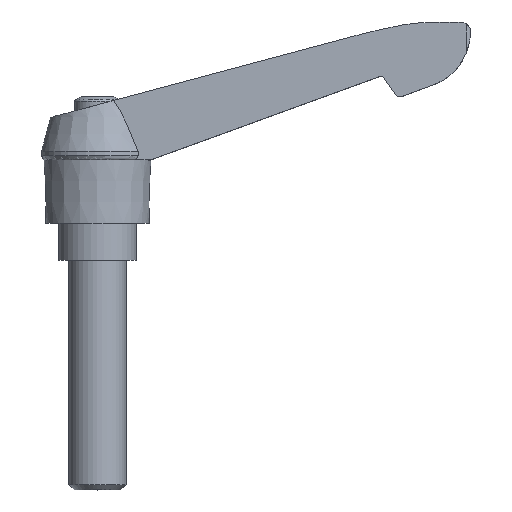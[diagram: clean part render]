
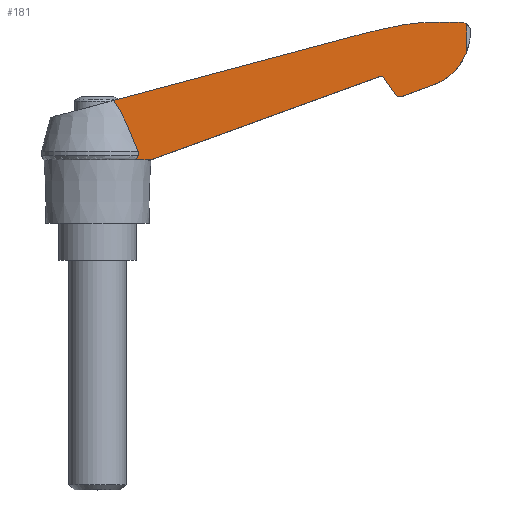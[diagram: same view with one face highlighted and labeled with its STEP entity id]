
A CAD part, top view. The second image highlights one B-rep face of the part: STEP entity #181.
In plain terms, the highlighted planar face has unit normal (0.034, 0, 0.999).
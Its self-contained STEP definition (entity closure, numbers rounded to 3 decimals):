
#181 = ADVANCED_FACE( '', ( #408 ), #409, .F. );
#408 = FACE_OUTER_BOUND( '', #674, .T. );
#409 = PLANE( '', #675 );
#674 = EDGE_LOOP( '', ( #1161, #1162, #1163, #1164, #1165, #1166, #1167, #1168, #1169, #1170, #1171, #1172, #1173, #1174, #1175, #1176 ) );
#675 = AXIS2_PLACEMENT_3D( '', #1177, #1178, #1179 );
#1161 = ORIENTED_EDGE( '', *, *, #1773, .F. );
#1162 = ORIENTED_EDGE( '', *, *, #1737, .T. );
#1163 = ORIENTED_EDGE( '', *, *, #1742, .F. );
#1164 = ORIENTED_EDGE( '', *, *, #1598, .F. );
#1165 = ORIENTED_EDGE( '', *, *, #1774, .T. );
#1166 = ORIENTED_EDGE( '', *, *, #1768, .F. );
#1167 = ORIENTED_EDGE( '', *, *, #1748, .F. );
#1168 = ORIENTED_EDGE( '', *, *, #1775, .F. );
#1169 = ORIENTED_EDGE( '', *, *, #1776, .F. );
#1170 = ORIENTED_EDGE( '', *, *, #1684, .F. );
#1171 = ORIENTED_EDGE( '', *, *, #1777, .F. );
#1172 = ORIENTED_EDGE( '', *, *, #1778, .F. );
#1173 = ORIENTED_EDGE( '', *, *, #1779, .F. );
#1174 = ORIENTED_EDGE( '', *, *, #1583, .F. );
#1175 = ORIENTED_EDGE( '', *, *, #1716, .F. );
#1176 = ORIENTED_EDGE( '', *, *, #1695, .F. );
#1177 = CARTESIAN_POINT( '', ( 0., 46.5, 6.943 ) );
#1178 = DIRECTION( '', ( -0.034, 0., -0.999 ) );
#1179 = DIRECTION( '', ( -0.999, 0., 0.034 ) );
#1583 = EDGE_CURVE( '', #1884, #1879, #1886, .T. );
#1598 = EDGE_CURVE( '', #1913, #1904, #1915, .T. );
#1684 = EDGE_CURVE( '', #2068, #2071, #2072, .T. );
#1695 = EDGE_CURVE( '', #2085, #2081, #2087, .T. );
#1716 = EDGE_CURVE( '', #2081, #1884, #2120, .T. );
#1737 = EDGE_CURVE( '', #2146, #2147, #2148, .T. );
#1742 = EDGE_CURVE( '', #1904, #2147, #2155, .T. );
#1748 = EDGE_CURVE( '', #2163, #2158, #2165, .T. );
#1768 = EDGE_CURVE( '', #2158, #2189, #2193, .T. );
#1773 = EDGE_CURVE( '', #2146, #2085, #2199, .T. );
#1774 = EDGE_CURVE( '', #1913, #2189, #2200, .T. );
#1775 = EDGE_CURVE( '', #2201, #2163, #2202, .T. );
#1776 = EDGE_CURVE( '', #2071, #2201, #2203, .T. );
#1777 = EDGE_CURVE( '', #2204, #2068, #2205, .T. );
#1778 = EDGE_CURVE( '', #2206, #2204, #2207, .T. );
#1779 = EDGE_CURVE( '', #1879, #2206, #2208, .T. );
#1879 = VERTEX_POINT( '', #2323 );
#1884 = VERTEX_POINT( '', #2329 );
#1886 = ELLIPSE( '', #2332, 141.08, 141. );
#1904 = VERTEX_POINT( '', #2354 );
#1913 = VERTEX_POINT( '', #2375 );
#1915 = LINE( '', #2378, #2379 );
#2068 = VERTEX_POINT( '', #2586 );
#2071 = VERTEX_POINT( '', #2598 );
#2072 = LINE( '', #2599, #2600 );
#2081 = VERTEX_POINT( '', #2634 );
#2085 = VERTEX_POINT( '', #2647 );
#2087 = B_SPLINE_CURVE_WITH_KNOTS( '', 3, ( #2649, #2650, #2651, #2652, #2653, #2654, #2655, #2656, #2657, #2658, #2659, #2660 ), .UNSPECIFIED., .F., .F., ( 4, 2, 2, 2, 2, 4 ), ( 0., 0.002, 0.005, 0.007, 0.009, 0.01 ), .UNSPECIFIED. );
#2120 = LINE( '', #2704, #2705 );
#2146 = VERTEX_POINT( '', #2772 );
#2147 = VERTEX_POINT( '', #2773 );
#2148 = B_SPLINE_CURVE_WITH_KNOTS( '', 3, ( #2774, #2775, #2776, #2777, #2778, #2779 ), .UNSPECIFIED., .F., .F., ( 4, 2, 4 ), ( 0., 0.001, 0.001 ), .UNSPECIFIED. );
#2155 = LINE( '', #2793, #2794 );
#2158 = VERTEX_POINT( '', #2797 );
#2163 = VERTEX_POINT( '', #2803 );
#2165 = ELLIPSE( '', #2806, 1.001, 1. );
#2189 = VERTEX_POINT( '', #2847 );
#2193 = LINE( '', #2853, #2854 );
#2199 = LINE( '', #2861, #2862 );
#2200 = ELLIPSE( '', #2863, 0.7, 0.7 );
#2201 = VERTEX_POINT( '', #2864 );
#2202 = LINE( '', #2865, #2866 );
#2203 = ELLIPSE( '', #2867, 10.006, 10. );
#2204 = VERTEX_POINT( '', #2868 );
#2205 = ELLIPSE( '', #2869, 1.601, 1.6 );
#2206 = VERTEX_POINT( '', #2870 );
#2207 = ELLIPSE( '', #2871, 35.02, 35. );
#2208 = ELLIPSE( '', #2872, 35.02, 35. );
#2323 = CARTESIAN_POINT( '', ( 53., 41., 5.155 ) );
#2329 = CARTESIAN_POINT( '', ( 43.4, 38.746, 5.479 ) );
#2332 = AXIS2_PLACEMENT_3D( '', #3039, #3040, #3041 );
#2354 = CARTESIAN_POINT( '', ( 9.2, 17.5, 6.633 ) );
#2375 = CARTESIAN_POINT( '', ( 49.14, 32.037, 5.285 ) );
#2378 = CARTESIAN_POINT( '', ( 9.107, 17.466, 6.636 ) );
#2379 = VECTOR( '', #3062, 1000. );
#2586 = CARTESIAN_POINT( '', ( 64.324, 41.207, 4.773 ) );
#2598 = CARTESIAN_POINT( '', ( 64.324, 36.302, 4.773 ) );
#2599 = CARTESIAN_POINT( '', ( 64.324, 46.5, 4.773 ) );
#2600 = VECTOR( '', #3204, 1000. );
#2634 = CARTESIAN_POINT( '', ( 2.77, 27.859, 6.849 ) );
#2647 = CARTESIAN_POINT( '', ( 7.079, 19., 6.704 ) );
#2649 = CARTESIAN_POINT( '', ( 7.079, 19., 6.704 ) );
#2650 = CARTESIAN_POINT( '', ( 6.787, 19.77, 6.714 ) );
#2651 = CARTESIAN_POINT( '', ( 6.487, 20.537, 6.724 ) );
#2652 = CARTESIAN_POINT( '', ( 5.863, 22.061, 6.745 ) );
#2653 = CARTESIAN_POINT( '', ( 5.539, 22.819, 6.756 ) );
#2654 = CARTESIAN_POINT( '', ( 4.854, 24.317, 6.779 ) );
#2655 = CARTESIAN_POINT( '', ( 4.492, 25.057, 6.791 ) );
#2656 = CARTESIAN_POINT( '', ( 3.899, 26.141, 6.811 ) );
#2657 = CARTESIAN_POINT( '', ( 3.693, 26.497, 6.818 ) );
#2658 = CARTESIAN_POINT( '', ( 3.254, 27.194, 6.833 ) );
#2659 = CARTESIAN_POINT( '', ( 3.022, 27.535, 6.841 ) );
#2660 = CARTESIAN_POINT( '', ( 2.77, 27.859, 6.849 ) );
#2704 = CARTESIAN_POINT( '', ( 43.266, 38.71, 5.483 ) );
#2705 = VECTOR( '', #3239, 1000. );
#2772 = CARTESIAN_POINT( '', ( 7.079, 18.24, 6.704 ) );
#2773 = CARTESIAN_POINT( '', ( 6.456, 17.5, 6.725 ) );
#2774 = CARTESIAN_POINT( '', ( 7.079, 18.24, 6.704 ) );
#2775 = CARTESIAN_POINT( '', ( 7.06, 18.071, 6.705 ) );
#2776 = CARTESIAN_POINT( '', ( 6.979, 17.916, 6.707 ) );
#2777 = CARTESIAN_POINT( '', ( 6.752, 17.666, 6.715 ) );
#2778 = CARTESIAN_POINT( '', ( 6.61, 17.571, 6.72 ) );
#2779 = CARTESIAN_POINT( '', ( 6.456, 17.5, 6.725 ) );
#2793 = CARTESIAN_POINT( '', ( -0.095, 17.5, 6.946 ) );
#2794 = VECTOR( '', #3261, 1000. );
#2797 = CARTESIAN_POINT( '', ( 51.927, 28.962, 5.191 ) );
#2803 = CARTESIAN_POINT( '', ( 53.088, 28.596, 5.152 ) );
#2806 = AXIS2_PLACEMENT_3D( '', #3270, #3271, #3272 );
#2847 = CARTESIAN_POINT( '', ( 49.953, 31.781, 5.258 ) );
#2853 = CARTESIAN_POINT( '', ( 49.903, 31.852, 5.259 ) );
#2854 = VECTOR( '', #3289, 1000. );
#2861 = CARTESIAN_POINT( '', ( 7.079, 55.578, 6.704 ) );
#2862 = VECTOR( '', #3294, 1000. );
#2863 = AXIS2_PLACEMENT_3D( '', #3295, #3296, #3297 );
#2864 = CARTESIAN_POINT( '', ( 57.9, 30.347, 4.99 ) );
#2865 = CARTESIAN_POINT( '', ( 52.951, 28.546, 5.156 ) );
#2866 = VECTOR( '', #3298, 1000. );
#2867 = AXIS2_PLACEMENT_3D( '', #3299, #3300, #3301 );
#2868 = CARTESIAN_POINT( '', ( 63.6, 41.487, 4.797 ) );
#2869 = AXIS2_PLACEMENT_3D( '', #3302, #3303, #3304 );
#2870 = CARTESIAN_POINT( '', ( 59.7, 41.5, 4.929 ) );
#2871 = AXIS2_PLACEMENT_3D( '', #3305, #3306, #3307 );
#2872 = AXIS2_PLACEMENT_3D( '', #3308, #3309, #3310 );
#3039 = CARTESIAN_POINT( '', ( 80.407, -97.311, 4.23 ) );
#3040 = DIRECTION( '', ( -0.034, 0., -0.999 ) );
#3041 = DIRECTION( '', ( 0.999, 0., -0.034 ) );
#3062 = DIRECTION( '', ( -0.939, -0.342, 0.032 ) );
#3204 = DIRECTION( '', ( 0., -1., 0. ) );
#3239 = DIRECTION( '', ( 0.965, 0.259, -0.033 ) );
#3261 = DIRECTION( '', ( -0.999, 0., 0.034 ) );
#3270 = CARTESIAN_POINT( '', ( 52.746, 29.535, 5.163 ) );
#3271 = DIRECTION( '', ( -0.034, 0., -0.999 ) );
#3272 = DIRECTION( '', ( 0.999, 0., -0.034 ) );
#3289 = DIRECTION( '', ( -0.573, 0.819, 0.019 ) );
#3294 = DIRECTION( '', ( 0., 1., 0. ) );
#3295 = CARTESIAN_POINT( '', ( 49.38, 31.379, 5.277 ) );
#3296 = DIRECTION( '', ( -0.034, 0., -0.999 ) );
#3297 = DIRECTION( '', ( 0.999, 0., -0.034 ) );
#3298 = DIRECTION( '', ( -0.939, -0.342, 0.032 ) );
#3299 = CARTESIAN_POINT( '', ( 55., 39.917, 5.087 ) );
#3300 = DIRECTION( '', ( -0.034, 0., -0.999 ) );
#3301 = DIRECTION( '', ( 0.999, 0., -0.034 ) );
#3302 = CARTESIAN_POINT( '', ( 63.4, 39.9, 4.804 ) );
#3303 = DIRECTION( '', ( -0.034, 0., -0.999 ) );
#3304 = DIRECTION( '', ( 0.999, 0., -0.034 ) );
#3305 = CARTESIAN_POINT( '', ( 61.538, 6.548, 4.867 ) );
#3306 = DIRECTION( '', ( -0.034, 0., -0.999 ) );
#3307 = DIRECTION( '', ( 0.999, 0., -0.034 ) );
#3308 = CARTESIAN_POINT( '', ( 58.943, 6.508, 4.954 ) );
#3309 = DIRECTION( '', ( -0.034, 0., -0.999 ) );
#3310 = DIRECTION( '', ( 0.999, 0., -0.034 ) );
